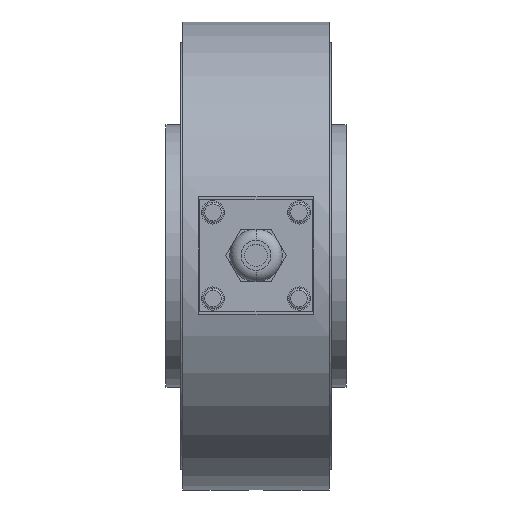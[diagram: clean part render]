
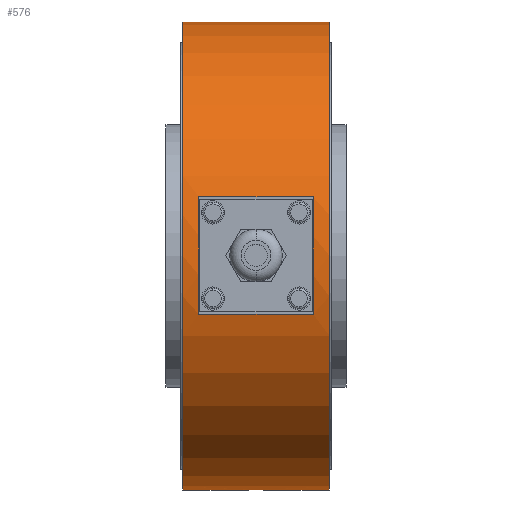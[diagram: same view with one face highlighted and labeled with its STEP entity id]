
A CAD part, top view. The second image highlights one B-rep face of the part: STEP entity #576.
In plain terms, the highlighted cylindrical face has radius 62.5 mm (diameter 125 mm), a partial arc.
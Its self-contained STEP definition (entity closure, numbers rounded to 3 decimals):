
#445=CARTESIAN_POINT('',(0.0,0.0,21.56));
#446=DIRECTION('',(0.0,0.0,-1.0));
#447=DIRECTION('',(1.0,0.0,0.0));
#448=AXIS2_PLACEMENT_3D('',#445,#446,#447);
#449=CYLINDRICAL_SURFACE('',#448,62.5);
#450=CARTESIAN_POINT('',(62.5,0.0,-19.6));
#451=VERTEX_POINT('',#450);
#452=CARTESIAN_POINT('',(62.5,0.0,-2.0));
#453=VERTEX_POINT('',#452);
#454=CARTESIAN_POINT('',(62.5,0.0,-19.6));
#455=DIRECTION('',(0.0,0.0,1.0));
#456=VECTOR('',#455,17.6);
#457=LINE('',#454,#456);
#458=EDGE_CURVE('',#451,#453,#457,.T.);
#459=ORIENTED_EDGE('',*,*,#458,.F.);
#460=CARTESIAN_POINT('',(-62.5,0.,-19.6));
#461=VERTEX_POINT('',#460);
#462=CARTESIAN_POINT('',(0.0,0.0,-19.6));
#463=DIRECTION('',(0.0,0.0,1.0));
#464=DIRECTION('',(1.0,0.0,0.0));
#465=AXIS2_PLACEMENT_3D('',#462,#463,#464);
#466=CIRCLE('',#465,62.5);
#467=EDGE_CURVE('',#451,#461,#466,.T.);
#468=ORIENTED_EDGE('',*,*,#467,.T.);
#469=CARTESIAN_POINT('',(-62.5,0.,19.6));
#470=VERTEX_POINT('',#469);
#471=CARTESIAN_POINT('',(-62.5,0.,-19.6));
#472=DIRECTION('',(0.0,0.0,1.0));
#473=VECTOR('',#472,39.2);
#474=LINE('',#471,#473);
#475=EDGE_CURVE('',#461,#470,#474,.T.);
#476=ORIENTED_EDGE('',*,*,#475,.T.);
#477=CARTESIAN_POINT('',(62.5,0.0,19.6));
#478=VERTEX_POINT('',#477);
#479=CARTESIAN_POINT('',(0.0,0.0,19.6));
#480=DIRECTION('',(0.0,0.0,-1.0));
#481=DIRECTION('',(1.0,0.0,0.0));
#482=AXIS2_PLACEMENT_3D('',#479,#480,#481);
#483=CIRCLE('',#482,62.5);
#484=EDGE_CURVE('',#470,#478,#483,.T.);
#485=ORIENTED_EDGE('',*,*,#484,.T.);
#486=CARTESIAN_POINT('',(62.5,0.0,2.0));
#487=VERTEX_POINT('',#486);
#488=CARTESIAN_POINT('',(62.5,0.0,2.0));
#489=DIRECTION('',(0.0,0.0,1.0));
#490=VECTOR('',#489,17.6);
#491=LINE('',#488,#490);
#492=EDGE_CURVE('',#487,#478,#491,.T.);
#493=ORIENTED_EDGE('',*,*,#492,.F.);
#494=CARTESIAN_POINT('',(62.47,1.947,0.0));
#495=VERTEX_POINT('',#494);
#496=CARTESIAN_POINT('',(62.5,0.0,2.0));
#497=CARTESIAN_POINT('',(62.5,0.124,2.0));
#498=CARTESIAN_POINT('',(62.5,0.253,1.988));
#499=CARTESIAN_POINT('',(62.498,0.507,1.935));
#500=CARTESIAN_POINT('',(62.497,0.634,1.896));
#501=CARTESIAN_POINT('',(62.494,0.876,1.791));
#502=CARTESIAN_POINT('',(62.492,0.991,1.726));
#503=CARTESIAN_POINT('',(62.488,1.205,1.577));
#504=CARTESIAN_POINT('',(62.486,1.302,1.492));
#505=CARTESIAN_POINT('',(62.483,1.473,1.313));
#506=CARTESIAN_POINT('',(62.481,1.553,1.213));
#507=CARTESIAN_POINT('',(62.477,1.694,0.995));
#508=CARTESIAN_POINT('',(62.475,1.754,0.878));
#509=CARTESIAN_POINT('',(62.473,1.852,0.634));
#510=CARTESIAN_POINT('',(62.471,1.888,0.506));
#511=CARTESIAN_POINT('',(62.47,1.936,0.251));
#512=CARTESIAN_POINT('',(62.47,1.947,0.124));
#513=CARTESIAN_POINT('',(62.47,1.947,0.0));
#514=B_SPLINE_CURVE_WITH_KNOTS('',3,(#496,#497,#498,#499,#500,#501,#502,#503,#504,#505,#506,#507,#508,#509,#510,#511,#512,#513),.UNSPECIFIED.,.F.,.U.,(4,2,2,2,2,2,2,2,4),(8.923,9.295,9.668,10.041,10.414,10.785,11.155,11.526,11.897),.UNSPECIFIED.);
#515=EDGE_CURVE('',#487,#495,#514,.T.);
#516=ORIENTED_EDGE('',*,*,#515,.T.);
#517=CARTESIAN_POINT('',(62.47,1.947,0.0));
#518=CARTESIAN_POINT('',(62.47,1.947,-0.124));
#519=CARTESIAN_POINT('',(62.47,1.936,-0.251));
#520=CARTESIAN_POINT('',(62.471,1.888,-0.506));
#521=CARTESIAN_POINT('',(62.473,1.852,-0.634));
#522=CARTESIAN_POINT('',(62.475,1.754,-0.878));
#523=CARTESIAN_POINT('',(62.477,1.694,-0.995));
#524=CARTESIAN_POINT('',(62.481,1.553,-1.213));
#525=CARTESIAN_POINT('',(62.483,1.473,-1.313));
#526=CARTESIAN_POINT('',(62.486,1.302,-1.492));
#527=CARTESIAN_POINT('',(62.488,1.205,-1.577));
#528=CARTESIAN_POINT('',(62.492,0.991,-1.726));
#529=CARTESIAN_POINT('',(62.494,0.876,-1.791));
#530=CARTESIAN_POINT('',(62.497,0.634,-1.896));
#531=CARTESIAN_POINT('',(62.498,0.507,-1.935));
#532=CARTESIAN_POINT('',(62.5,0.253,-1.988));
#533=CARTESIAN_POINT('',(62.5,0.124,-2.0));
#534=CARTESIAN_POINT('',(62.5,0.0,-2.0));
#535=B_SPLINE_CURVE_WITH_KNOTS('',3,(#517,#518,#519,#520,#521,#522,#523,#524,#525,#526,#527,#528,#529,#530,#531,#532,#533,#534),.UNSPECIFIED.,.F.,.U.,(4,2,2,2,2,2,2,2,4),(11.897,12.267,12.638,13.009,13.379,13.752,14.125,14.498,14.871),.UNSPECIFIED.);
#536=EDGE_CURVE('',#495,#453,#535,.T.);
#537=ORIENTED_EDGE('',*,*,#536,.T.);
#538=EDGE_LOOP('',(#459,#468,#476,#485,#493,#516,#537));
#539=FACE_OUTER_BOUND('',#538,.T.);
#540=CARTESIAN_POINT('',(-15.684,60.5,15.25));
#541=VERTEX_POINT('',#540);
#542=CARTESIAN_POINT('',(-15.684,60.5,-15.25));
#543=VERTEX_POINT('',#542);
#544=CARTESIAN_POINT('',(-15.684,60.5,15.25));
#545=DIRECTION('',(0.0,0.0,-1.0));
#546=VECTOR('',#545,30.5);
#547=LINE('',#544,#546);
#548=EDGE_CURVE('',#541,#543,#547,.T.);
#549=ORIENTED_EDGE('',*,*,#548,.T.);
#550=CARTESIAN_POINT('',(15.684,60.5,-15.25));
#551=VERTEX_POINT('',#550);
#552=CARTESIAN_POINT('',(0.0,0.0,-15.25));
#553=DIRECTION('',(0.0,0.0,-1.0));
#554=DIRECTION('',(1.0,0.0,0.0));
#555=AXIS2_PLACEMENT_3D('',#552,#553,#554);
#556=CIRCLE('',#555,62.5);
#557=EDGE_CURVE('',#543,#551,#556,.T.);
#558=ORIENTED_EDGE('',*,*,#557,.T.);
#559=CARTESIAN_POINT('',(15.684,60.5,15.25));
#560=VERTEX_POINT('',#559);
#561=CARTESIAN_POINT('',(15.684,60.5,-15.25));
#562=DIRECTION('',(0.0,0.0,1.0));
#563=VECTOR('',#562,30.5);
#564=LINE('',#561,#563);
#565=EDGE_CURVE('',#551,#560,#564,.T.);
#566=ORIENTED_EDGE('',*,*,#565,.T.);
#567=CARTESIAN_POINT('',(0.0,0.0,15.25));
#568=DIRECTION('',(0.0,0.0,1.0));
#569=DIRECTION('',(1.0,0.0,0.0));
#570=AXIS2_PLACEMENT_3D('',#567,#568,#569);
#571=CIRCLE('',#570,62.5);
#572=EDGE_CURVE('',#560,#541,#571,.T.);
#573=ORIENTED_EDGE('',*,*,#572,.T.);
#574=EDGE_LOOP('',(#549,#558,#566,#573));
#575=FACE_BOUND('',#574,.T.);
#576=ADVANCED_FACE('',(#539,#575),#449,.T.);
